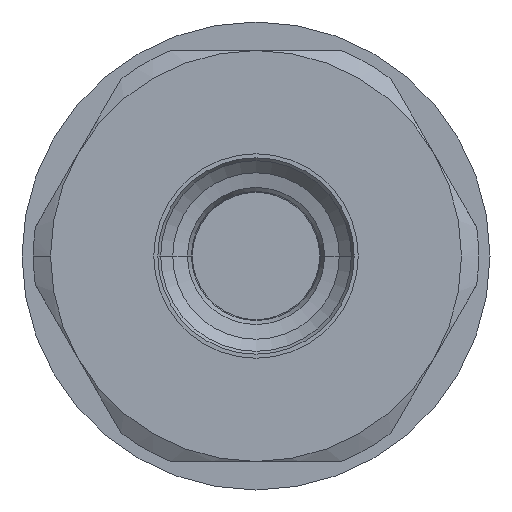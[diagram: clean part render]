
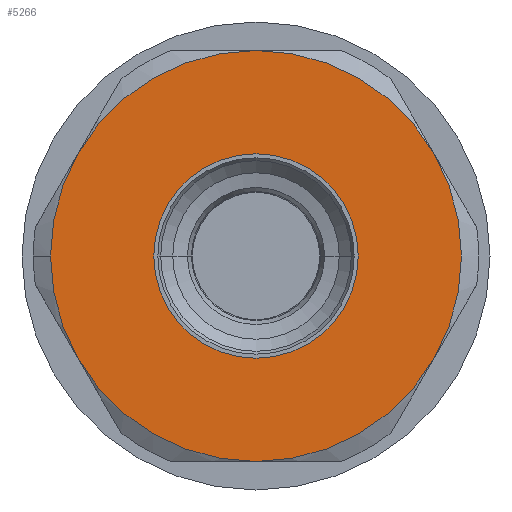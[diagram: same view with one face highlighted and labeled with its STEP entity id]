
A CAD part, left-side view. The second image highlights one B-rep face of the part: STEP entity #5266.
In plain terms, the highlighted planar face has unit normal (-1, 0, 0).
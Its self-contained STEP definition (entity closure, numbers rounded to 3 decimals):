
#88 = DIRECTION ( 'NONE',  ( 0., -1., 0. ) ) ;
#90 = DIRECTION ( 'NONE',  ( 0., -1., 0. ) ) ;
#192 = CARTESIAN_POINT ( 'NONE',  ( 0., 0., 0. ) ) ;
#213 = EDGE_CURVE ( 'NONE', #2824, #4975, #4318, .T. ) ;
#292 = DIRECTION ( 'NONE',  ( 0., -1., 0. ) ) ;
#323 = AXIS2_PLACEMENT_3D ( 'NONE', #1182, #4175, #1600 ) ;
#328 = CIRCLE ( 'NONE', #2617, 18. ) ;
#405 = ORIENTED_EDGE ( 'NONE', *, *, #3413, .T. ) ;
#447 = EDGE_LOOP ( 'NONE', ( #3430, #3484 ) ) ;
#457 = EDGE_CURVE ( 'NONE', #3166, #1398, #2861, .T. ) ;
#676 = AXIS2_PLACEMENT_3D ( 'NONE', #4402, #1837, #4829 ) ;
#709 = DIRECTION ( 'NONE',  ( -1., 0., 0. ) ) ;
#728 = ORIENTED_EDGE ( 'NONE', *, *, #2198, .T. ) ;
#799 = VERTEX_POINT ( 'NONE', #4909 ) ;
#843 = CARTESIAN_POINT ( 'NONE',  ( 0., 0., 0. ) ) ;
#1036 = DIRECTION ( 'NONE',  ( -1., 0., 0. ) ) ;
#1055 = CARTESIAN_POINT ( 'NONE',  ( 0., 15.588, -9. ) ) ;
#1061 = DIRECTION ( 'NONE',  ( -1., 0., 0. ) ) ;
#1102 = EDGE_LOOP ( 'NONE', ( #5433, #3435, #2314, #405, #1654, #3499, #728 ) ) ;
#1182 = CARTESIAN_POINT ( 'NONE',  ( 0., 0., 0. ) ) ;
#1183 = EDGE_CURVE ( 'NONE', #4484, #4012, #5514, .T. ) ;
#1189 = EDGE_CURVE ( 'NONE', #4975, #2824, #2839, .T. ) ;
#1201 = EDGE_CURVE ( 'NONE', #3749, #3166, #328, .T. ) ;
#1398 = VERTEX_POINT ( 'NONE', #1437 ) ;
#1437 = CARTESIAN_POINT ( 'NONE',  ( 0., 18., 0. ) ) ;
#1546 = CARTESIAN_POINT ( 'NONE',  ( 0., -15.588, 9. ) ) ;
#1552 = CIRCLE ( 'NONE', #676, 18. ) ;
#1555 = CARTESIAN_POINT ( 'NONE',  ( 0., 0., 0. ) ) ;
#1600 = DIRECTION ( 'NONE',  ( 0., -1., 0. ) ) ;
#1641 = CIRCLE ( 'NONE', #323, 18. ) ;
#1654 = ORIENTED_EDGE ( 'NONE', *, *, #1183, .T. ) ;
#1790 = CARTESIAN_POINT ( 'NONE',  ( 0., 0., 8.955 ) ) ;
#1837 = DIRECTION ( 'NONE',  ( -1., 0., 0. ) ) ;
#1850 = FACE_BOUND ( 'NONE', #447, .T. ) ;
#1999 = DIRECTION ( 'NONE',  ( -1., 0., 0. ) ) ;
#2138 = EDGE_CURVE ( 'NONE', #2592, #3749, #1552, .T. ) ;
#2198 = EDGE_CURVE ( 'NONE', #799, #2592, #2331, .T. ) ;
#2314 = ORIENTED_EDGE ( 'NONE', *, *, #457, .T. ) ;
#2331 = CIRCLE ( 'NONE', #3126, 18. ) ;
#2592 = VERTEX_POINT ( 'NONE', #1546 ) ;
#2617 = AXIS2_PLACEMENT_3D ( 'NONE', #843, #3001, #4192 ) ;
#2641 = AXIS2_PLACEMENT_3D ( 'NONE', #4083, #1036, #90 ) ;
#2678 = AXIS2_PLACEMENT_3D ( 'NONE', #192, #709, #3649 ) ;
#2760 = AXIS2_PLACEMENT_3D ( 'NONE', #1555, #5483, #4320 ) ;
#2794 = DIRECTION ( 'NONE',  ( -1., 0., 0. ) ) ;
#2824 = VERTEX_POINT ( 'NONE', #4496 ) ;
#2839 = CIRCLE ( 'NONE', #5073, 8.955 ) ;
#2861 = CIRCLE ( 'NONE', #2678, 18. ) ;
#3001 = DIRECTION ( 'NONE',  ( -1., 0., 0. ) ) ;
#3008 = CARTESIAN_POINT ( 'NONE',  ( 0., 8.955, 0. ) ) ;
#3126 = AXIS2_PLACEMENT_3D ( 'NONE', #5311, #2794, #88 ) ;
#3135 = DIRECTION ( 'NONE',  ( 0., 1., 0. ) ) ;
#3166 = VERTEX_POINT ( 'NONE', #4361 ) ;
#3413 = EDGE_CURVE ( 'NONE', #1398, #4484, #4469, .T. ) ;
#3430 = ORIENTED_EDGE ( 'NONE', *, *, #213, .F. ) ;
#3435 = ORIENTED_EDGE ( 'NONE', *, *, #1201, .T. ) ;
#3484 = ORIENTED_EDGE ( 'NONE', *, *, #1189, .F. ) ;
#3499 = ORIENTED_EDGE ( 'NONE', *, *, #5438, .T. ) ;
#3649 = DIRECTION ( 'NONE',  ( 0., -1., 0. ) ) ;
#3652 = CARTESIAN_POINT ( 'NONE',  ( 0., 0., 0. ) ) ;
#3749 = VERTEX_POINT ( 'NONE', #4209 ) ;
#3759 = FACE_OUTER_BOUND ( 'NONE', #1102, .T. ) ;
#4012 = VERTEX_POINT ( 'NONE', #5623 ) ;
#4032 = CARTESIAN_POINT ( 'NONE',  ( 0., 0., 0. ) ) ;
#4039 = AXIS2_PLACEMENT_3D ( 'NONE', #3652, #1061, #4064 ) ;
#4064 = DIRECTION ( 'NONE',  ( 0., -1., 0. ) ) ;
#4083 = CARTESIAN_POINT ( 'NONE',  ( 0., 0., 0. ) ) ;
#4175 = DIRECTION ( 'NONE',  ( -1., 0., 0. ) ) ;
#4192 = DIRECTION ( 'NONE',  ( 0., -1., 0. ) ) ;
#4209 = CARTESIAN_POINT ( 'NONE',  ( 0., 0., 18. ) ) ;
#4318 = CIRCLE ( 'NONE', #2760, 8.955 ) ;
#4320 = DIRECTION ( 'NONE',  ( 0., -1., 0. ) ) ;
#4350 = PLANE ( 'NONE',  #4770 ) ;
#4361 = CARTESIAN_POINT ( 'NONE',  ( 0., 15.588, 9. ) ) ;
#4402 = CARTESIAN_POINT ( 'NONE',  ( 0., 0., 0. ) ) ;
#4469 = CIRCLE ( 'NONE', #4039, 18. ) ;
#4484 = VERTEX_POINT ( 'NONE', #1055 ) ;
#4496 = CARTESIAN_POINT ( 'NONE',  ( 0., -8.955, 0. ) ) ;
#4770 = AXIS2_PLACEMENT_3D ( 'NONE', #1790, #5680, #3135 ) ;
#4829 = DIRECTION ( 'NONE',  ( 0., -1., 0. ) ) ;
#4909 = CARTESIAN_POINT ( 'NONE',  ( 0., -15.588, -9. ) ) ;
#4975 = VERTEX_POINT ( 'NONE', #3008 ) ;
#5073 = AXIS2_PLACEMENT_3D ( 'NONE', #4032, #1999, #292 ) ;
#5266 = ADVANCED_FACE ( 'NONE', ( #1850, #3759 ), #4350, .F. ) ;
#5311 = CARTESIAN_POINT ( 'NONE',  ( 0., 0., 0. ) ) ;
#5433 = ORIENTED_EDGE ( 'NONE', *, *, #2138, .T. ) ;
#5438 = EDGE_CURVE ( 'NONE', #4012, #799, #1641, .T. ) ;
#5483 = DIRECTION ( 'NONE',  ( -1., 0., 0. ) ) ;
#5514 = CIRCLE ( 'NONE', #2641, 18. ) ;
#5623 = CARTESIAN_POINT ( 'NONE',  ( 0., 0., -18. ) ) ;
#5680 = DIRECTION ( 'NONE',  ( 1., 0., 0. ) ) ;
